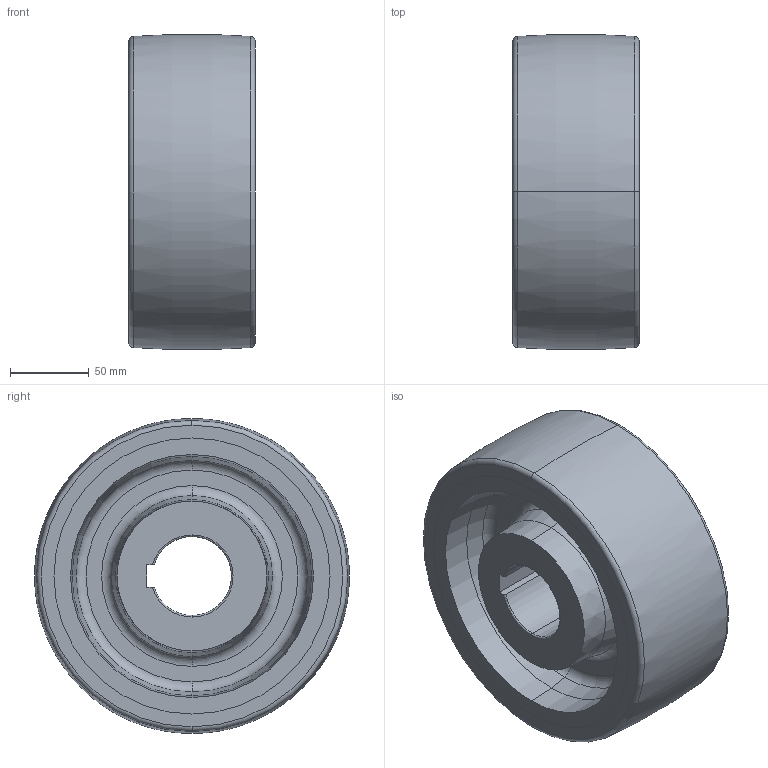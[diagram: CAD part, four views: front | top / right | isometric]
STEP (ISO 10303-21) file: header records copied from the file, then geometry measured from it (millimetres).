
FILE_DESCRIPTION (( 'STEP AP214' ), '1' );
FILE_NAME ('0017650.step', '2022-12-01T12:36:37', ( '' ), ( '' ), 'SwSTEP 2.0', 'SolidWorks 2020', '' );
FILE_SCHEMA (( 'AUTOMOTIVE_DESIGN' ));
Length unit declared in the file: millimetre
Products named in the file (1): 0017650
Bounding box: 80 x 199.69 x 199.69 mm (x, y, z)
Volume: 1599035.1 mm3; surface area: 252693.3 mm2
Topology: 2 solids, 2 shells, 57 faces, 120 edges, 72 vertices
Faces by surface type: torus 20, cone 16, plane 12, cylinder 9
Entity records: 2246 total; most frequent: DIRECTION 314, CARTESIAN_POINT 282, ORIENTED_EDGE 240, AXIS2_PLACEMENT_3D 140, EDGE_CURVE 120, CIRCLE 82, VERTEX_POINT 72, EDGE_LOOP 66
